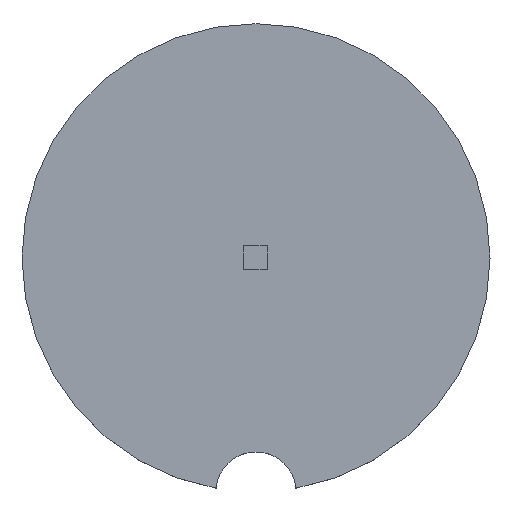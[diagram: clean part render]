
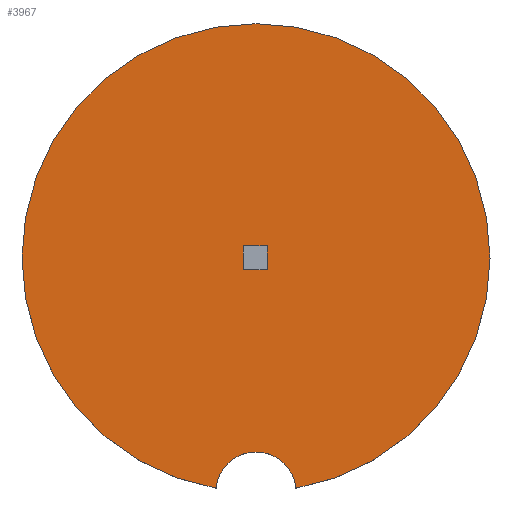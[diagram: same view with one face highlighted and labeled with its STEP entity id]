
A CAD part, top view. The second image highlights one B-rep face of the part: STEP entity #3967.
In plain terms, the highlighted planar face has unit normal (0, 0, 1).
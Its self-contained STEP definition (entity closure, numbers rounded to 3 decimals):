
#3633 = VERTEX_POINT('',#3634);
#3634 = CARTESIAN_POINT('',(1.8,-10.447,1.6));
#3641 = CYLINDRICAL_SURFACE('',#3642,1.811);
#3642 = AXIS2_PLACEMENT_3D('',#3643,#3644,#3645);
#3643 = CARTESIAN_POINT('',(0.,-10.647,0.));
#3644 = DIRECTION('',(0.,0.,-1.));
#3645 = DIRECTION('',(1.,0.,0.));
#3653 = PLANE('',#3654);
#3654 = AXIS2_PLACEMENT_3D('',#3655,#3656,#3657);
#3655 = CARTESIAN_POINT('',(1.8,-10.447,0.));
#3656 = DIRECTION('',(1.,0.,0.));
#3657 = DIRECTION('',(0.,-1.,0.));
#3665 = EDGE_CURVE('',#3633,#3666,#3668,.T.);
#3666 = VERTEX_POINT('',#3667);
#3667 = CARTESIAN_POINT('',(-1.8,-10.447,1.6));
#3668 = SURFACE_CURVE('',#3669,(#3674,#3681),.PCURVE_S1.);
#3669 = CIRCLE('',#3670,1.811);
#3670 = AXIS2_PLACEMENT_3D('',#3671,#3672,#3673);
#3671 = CARTESIAN_POINT('',(0.,-10.647,1.6));
#3672 = DIRECTION('',(0.,0.,1.));
#3673 = DIRECTION('',(1.,0.,0.));
#3674 = PCURVE('',#3641,#3675);
#3675 = DEFINITIONAL_REPRESENTATION('',(#3676),#3680);
#3676 = LINE('',#3677,#3678);
#3677 = CARTESIAN_POINT('',(0.,-1.6));
#3678 = VECTOR('',#3679,1.);
#3679 = DIRECTION('',(-1.,0.));
#3680 = ( GEOMETRIC_REPRESENTATION_CONTEXT(2) 
PARAMETRIC_REPRESENTATION_CONTEXT() REPRESENTATION_CONTEXT('2D SPACE',''
  ) );
#3681 = PCURVE('',#3682,#3687);
#3682 = PLANE('',#3683);
#3683 = AXIS2_PLACEMENT_3D('',#3684,#3685,#3686);
#3684 = CARTESIAN_POINT('',(0.,-0.555,1.6));
#3685 = DIRECTION('',(0.,0.,-1.));
#3686 = DIRECTION('',(-1.,0.,0.));
#3687 = DEFINITIONAL_REPRESENTATION('',(#3688),#3696);
#3688 = ( BOUNDED_CURVE() B_SPLINE_CURVE(2,(#3689,#3690,#3691,#3692,
#3693,#3694,#3695),.UNSPECIFIED.,.F.,.F.) B_SPLINE_CURVE_WITH_KNOTS((1,2
    ,2,2,2,1),(-2.094,0.,2.094,4.189,
6.283,8.378),.UNSPECIFIED.) CURVE() 
GEOMETRIC_REPRESENTATION_ITEM() RATIONAL_B_SPLINE_CURVE((1.,0.5,1.,0.5,
1.,0.5,1.)) REPRESENTATION_ITEM('') );
#3689 = CARTESIAN_POINT('',(-1.811,-10.093));
#3690 = CARTESIAN_POINT('',(-1.811,-6.956));
#3691 = CARTESIAN_POINT('',(0.906,-8.524));
#3692 = CARTESIAN_POINT('',(3.622,-10.093));
#3693 = CARTESIAN_POINT('',(0.906,-11.661));
#3694 = CARTESIAN_POINT('',(-1.811,-13.229));
#3695 = CARTESIAN_POINT('',(-1.811,-10.093));
#3696 = ( GEOMETRIC_REPRESENTATION_CONTEXT(2) 
PARAMETRIC_REPRESENTATION_CONTEXT() REPRESENTATION_CONTEXT('2D SPACE',''
  ) );
#3714 = PLANE('',#3715);
#3715 = AXIS2_PLACEMENT_3D('',#3716,#3717,#3718);
#3716 = CARTESIAN_POINT('',(-1.8,-10.477,0.));
#3717 = DIRECTION('',(-1.,0.,0.));
#3718 = DIRECTION('',(0.,1.,0.));
#3761 = EDGE_CURVE('',#3633,#3762,#3764,.T.);
#3762 = VERTEX_POINT('',#3763);
#3763 = CARTESIAN_POINT('',(1.8,-10.477,1.6));
#3764 = SURFACE_CURVE('',#3765,(#3769,#3776),.PCURVE_S1.);
#3765 = LINE('',#3766,#3767);
#3766 = CARTESIAN_POINT('',(1.8,-10.447,1.6));
#3767 = VECTOR('',#3768,1.);
#3768 = DIRECTION('',(0.,-1.,0.));
#3769 = PCURVE('',#3653,#3770);
#3770 = DEFINITIONAL_REPRESENTATION('',(#3771),#3775);
#3771 = LINE('',#3772,#3773);
#3772 = CARTESIAN_POINT('',(0.,-1.6));
#3773 = VECTOR('',#3774,1.);
#3774 = DIRECTION('',(1.,0.));
#3775 = ( GEOMETRIC_REPRESENTATION_CONTEXT(2) 
PARAMETRIC_REPRESENTATION_CONTEXT() REPRESENTATION_CONTEXT('2D SPACE',''
  ) );
#3776 = PCURVE('',#3682,#3777);
#3777 = DEFINITIONAL_REPRESENTATION('',(#3778),#3782);
#3778 = LINE('',#3779,#3780);
#3779 = CARTESIAN_POINT('',(-1.8,-9.893));
#3780 = VECTOR('',#3781,1.);
#3781 = DIRECTION('',(0.,-1.));
#3782 = ( GEOMETRIC_REPRESENTATION_CONTEXT(2) 
PARAMETRIC_REPRESENTATION_CONTEXT() REPRESENTATION_CONTEXT('2D SPACE',''
  ) );
#3800 = CYLINDRICAL_SURFACE('',#3801,10.555);
#3801 = AXIS2_PLACEMENT_3D('',#3802,#3803,#3804);
#3802 = CARTESIAN_POINT('',(0.,-0.077,0.));
#3803 = DIRECTION('',(0.,0.,-1.));
#3804 = DIRECTION('',(1.,0.,0.));
#3837 = EDGE_CURVE('',#3762,#3838,#3840,.T.);
#3838 = VERTEX_POINT('',#3839);
#3839 = CARTESIAN_POINT('',(-1.8,-10.477,1.6));
#3840 = SURFACE_CURVE('',#3841,(#3846,#3853),.PCURVE_S1.);
#3841 = CIRCLE('',#3842,10.555);
#3842 = AXIS2_PLACEMENT_3D('',#3843,#3844,#3845);
#3843 = CARTESIAN_POINT('',(0.,-0.077,1.6));
#3844 = DIRECTION('',(0.,0.,1.));
#3845 = DIRECTION('',(1.,0.,0.));
#3846 = PCURVE('',#3800,#3847);
#3847 = DEFINITIONAL_REPRESENTATION('',(#3848),#3852);
#3848 = LINE('',#3849,#3850);
#3849 = CARTESIAN_POINT('',(0.,-1.6));
#3850 = VECTOR('',#3851,1.);
#3851 = DIRECTION('',(-1.,0.));
#3852 = ( GEOMETRIC_REPRESENTATION_CONTEXT(2) 
PARAMETRIC_REPRESENTATION_CONTEXT() REPRESENTATION_CONTEXT('2D SPACE',''
  ) );
#3853 = PCURVE('',#3682,#3854);
#3854 = DEFINITIONAL_REPRESENTATION('',(#3855),#3863);
#3855 = ( BOUNDED_CURVE() B_SPLINE_CURVE(2,(#3856,#3857,#3858,#3859,
#3860,#3861,#3862),.UNSPECIFIED.,.F.,.F.) B_SPLINE_CURVE_WITH_KNOTS((1,2
    ,2,2,2,1),(-2.094,0.,2.094,4.189,
6.283,8.378),.UNSPECIFIED.) CURVE() 
GEOMETRIC_REPRESENTATION_ITEM() RATIONAL_B_SPLINE_CURVE((1.,0.5,1.,0.5,
1.,0.5,1.)) REPRESENTATION_ITEM('') );
#3856 = CARTESIAN_POINT('',(-10.555,0.477));
#3857 = CARTESIAN_POINT('',(-10.555,18.759));
#3858 = CARTESIAN_POINT('',(5.277,9.618));
#3859 = CARTESIAN_POINT('',(21.109,0.477));
#3860 = CARTESIAN_POINT('',(5.277,-8.663));
#3861 = CARTESIAN_POINT('',(-10.555,-17.804));
#3862 = CARTESIAN_POINT('',(-10.555,0.477));
#3863 = ( GEOMETRIC_REPRESENTATION_CONTEXT(2) 
PARAMETRIC_REPRESENTATION_CONTEXT() REPRESENTATION_CONTEXT('2D SPACE',''
  ) );
#3918 = EDGE_CURVE('',#3838,#3666,#3919,.T.);
#3919 = SURFACE_CURVE('',#3920,(#3924,#3931),.PCURVE_S1.);
#3920 = LINE('',#3921,#3922);
#3921 = CARTESIAN_POINT('',(-1.8,-10.477,1.6));
#3922 = VECTOR('',#3923,1.);
#3923 = DIRECTION('',(0.,1.,0.));
#3924 = PCURVE('',#3714,#3925);
#3925 = DEFINITIONAL_REPRESENTATION('',(#3926),#3930);
#3926 = LINE('',#3927,#3928);
#3927 = CARTESIAN_POINT('',(0.,-1.6));
#3928 = VECTOR('',#3929,1.);
#3929 = DIRECTION('',(1.,0.));
#3930 = ( GEOMETRIC_REPRESENTATION_CONTEXT(2) 
PARAMETRIC_REPRESENTATION_CONTEXT() REPRESENTATION_CONTEXT('2D SPACE',''
  ) );
#3931 = PCURVE('',#3682,#3932);
#3932 = DEFINITIONAL_REPRESENTATION('',(#3933),#3937);
#3933 = LINE('',#3934,#3935);
#3934 = CARTESIAN_POINT('',(1.8,-9.923));
#3935 = VECTOR('',#3936,1.);
#3936 = DIRECTION('',(0.,1.));
#3937 = ( GEOMETRIC_REPRESENTATION_CONTEXT(2) 
PARAMETRIC_REPRESENTATION_CONTEXT() REPRESENTATION_CONTEXT('2D SPACE',''
  ) );
#3967 = ADVANCED_FACE('',(#3968),#3682,.F.);
#3968 = FACE_BOUND('',#3969,.F.);
#3969 = EDGE_LOOP('',(#3970,#3971,#3972,#3973));
#3970 = ORIENTED_EDGE('',*,*,#3665,.T.);
#3971 = ORIENTED_EDGE('',*,*,#3918,.F.);
#3972 = ORIENTED_EDGE('',*,*,#3837,.F.);
#3973 = ORIENTED_EDGE('',*,*,#3761,.F.);
